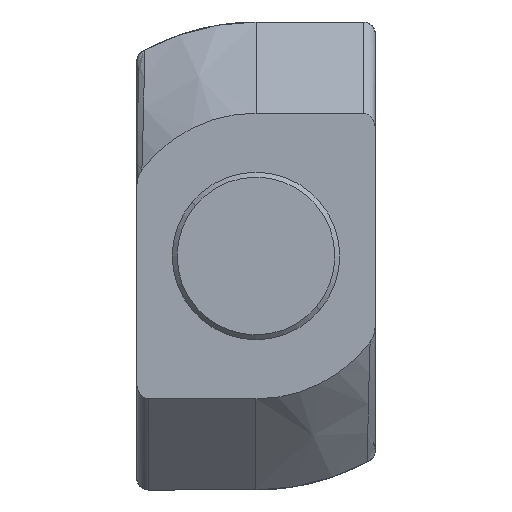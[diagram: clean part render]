
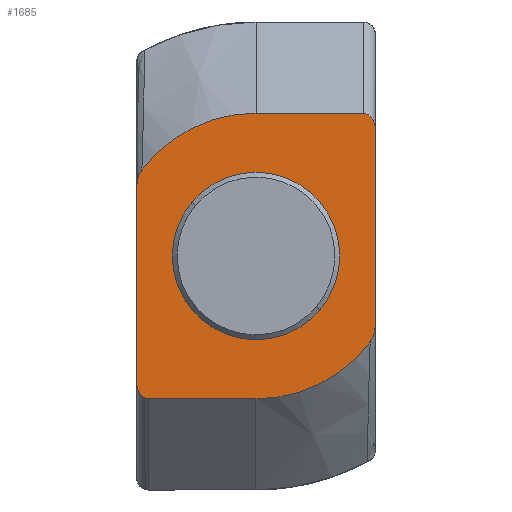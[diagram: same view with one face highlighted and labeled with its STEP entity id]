
A CAD part, front view. The second image highlights one B-rep face of the part: STEP entity #1685.
In plain terms, the highlighted face is planar.
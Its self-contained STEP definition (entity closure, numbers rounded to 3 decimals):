
#7 = CARTESIAN_POINT ( 'NONE',  ( -2.943, 4.837, 0. ) ) ;
#18 = DIRECTION ( 'NONE',  ( 0., 0., -1. ) ) ;
#32 = ORIENTED_EDGE ( 'NONE', *, *, #2363, .T. ) ;
#108 = CARTESIAN_POINT ( 'NONE',  ( 5.8, 0., 0. ) ) ;
#199 = CARTESIAN_POINT ( 'NONE',  ( -3.371, 4.722, 0. ) ) ;
#203 = CARTESIAN_POINT ( 'NONE',  ( 0., 0., 0. ) ) ;
#213 = CARTESIAN_POINT ( 'NONE',  ( -2.649, 4.85, 0. ) ) ;
#247 = EDGE_CURVE ( 'NONE', #1101, #1357, #767, .T. ) ;
#249 =( BOUNDED_CURVE ( )  B_SPLINE_CURVE ( 3, ( #1423, #2696, #1871, #583 ),
 .UNSPECIFIED., .F., .F. ) 
 B_SPLINE_CURVE_WITH_KNOTS ( ( 4, 4 ),
 ( 1.571, 3.142 ),
 .UNSPECIFIED. ) 
 CURVE ( )  GEOMETRIC_REPRESENTATION_ITEM ( )  RATIONAL_B_SPLINE_CURVE ( ( 1., 0.805, 0.805, 1. ) ) 
 REPRESENTATION_ITEM ( '' )  );
#264 = FACE_OUTER_BOUND ( 'NONE', #1888, .T. ) ;
#280 = AXIS2_PLACEMENT_3D ( 'NONE', #1190, #2691, #1417 ) ;
#298 = CARTESIAN_POINT ( 'NONE',  ( -5.8, -4.35, 0. ) ) ;
#310 = CARTESIAN_POINT ( 'NONE',  ( -9.5, -4.85, 0. ) ) ;
#324 = VERTEX_POINT ( 'NONE', #2130 ) ;
#357 = CARTESIAN_POINT ( 'NONE',  ( 3.229, -4.772, 0. ) ) ;
#384 = ORIENTED_EDGE ( 'NONE', *, *, #1800, .T. ) ;
#394 = VECTOR ( 'NONE', #2031, 1000. ) ;
#479 = LINE ( 'NONE', #2649, #394 ) ;
#480 = CARTESIAN_POINT ( 'NONE',  ( -2.649, 4.85, 0. ) ) ;
#505 = ORIENTED_EDGE ( 'NONE', *, *, #1007, .T. ) ;
#559 = PLANE ( 'NONE',  #961 ) ;
#574 = CARTESIAN_POINT ( 'NONE',  ( 2.796, -4.85, 0. ) ) ;
#583 = CARTESIAN_POINT ( 'NONE',  ( 5.8, 4.35, 0. ) ) ;
#589 = VERTEX_POINT ( 'NONE', #1510 ) ;
#626 = CIRCLE ( 'NONE', #1689, 3.4 ) ;
#630 = DIRECTION ( 'NONE',  ( 0., 0., 1. ) ) ;
#633 = CARTESIAN_POINT ( 'NONE',  ( -3.4, 0., 0. ) ) ;
#718 = CARTESIAN_POINT ( 'NONE',  ( -5.507, -4.85, 0. ) ) ;
#738 = ORIENTED_EDGE ( 'NONE', *, *, #2297, .T. ) ;
#749 = ORIENTED_EDGE ( 'NONE', *, *, #2690, .T. ) ;
#756 = FACE_BOUND ( 'NONE', #2241, .T. ) ;
#767 = LINE ( 'NONE', #310, #1258 ) ;
#771 = DIRECTION ( 'NONE',  ( 1., 0., 0. ) ) ;
#867 = CARTESIAN_POINT ( 'NONE',  ( 3.4, 0., 0. ) ) ;
#875 = EDGE_CURVE ( 'NONE', #589, #2644, #479, .T. ) ;
#932 = CARTESIAN_POINT ( 'NONE',  ( -3.49, 4.632, 0. ) ) ;
#951 = EDGE_CURVE ( 'NONE', #1066, #2024, #1906, .T. ) ;
#961 = AXIS2_PLACEMENT_3D ( 'NONE', #1400, #2057, #771 ) ;
#978 = CARTESIAN_POINT ( 'NONE',  ( 0., 0., 0. ) ) ;
#983 = CARTESIAN_POINT ( 'NONE',  ( 3.49, -4.632, 0. ) ) ;
#987 = CARTESIAN_POINT ( 'NONE',  ( -5.8, -4.35, 0. ) ) ;
#999 = CARTESIAN_POINT ( 'NONE',  ( -5.8, 0., 0. ) ) ;
#1003 = EDGE_CURVE ( 'NONE', #324, #1357, #2244, .T. ) ;
#1007 = EDGE_CURVE ( 'NONE', #2024, #324, #2329, .T. ) ;
#1061 = EDGE_CURVE ( 'NONE', #1101, #2417, #2515, .T. ) ;
#1066 = VERTEX_POINT ( 'NONE', #2216 ) ;
#1084 = CARTESIAN_POINT ( 'NONE',  ( -5.8, 0., 0. ) ) ;
#1101 = VERTEX_POINT ( 'NONE', #2017 ) ;
#1112 = VECTOR ( 'NONE', #1208, 1000. ) ;
#1129 = ORIENTED_EDGE ( 'NONE', *, *, #1003, .T. ) ;
#1136 = ORIENTED_EDGE ( 'NONE', *, *, #951, .T. ) ;
#1170 = LINE ( 'NONE', #999, #1112 ) ;
#1185 = CARTESIAN_POINT ( 'NONE',  ( 5.8, 0., 0. ) ) ;
#1188 = DIRECTION ( 'NONE',  ( 1., 0., 0. ) ) ;
#1190 = CARTESIAN_POINT ( 'NONE',  ( 0., 0., 0. ) ) ;
#1208 = DIRECTION ( 'NONE',  ( 0., 1., 0. ) ) ;
#1225 = ORIENTED_EDGE ( 'NONE', *, *, #2300, .T. ) ;
#1258 = VECTOR ( 'NONE', #2233, 1000. ) ;
#1261 = CARTESIAN_POINT ( 'NONE',  ( -3.49, 4.632, 0. ) ) ;
#1271 = CARTESIAN_POINT ( 'NONE',  ( -3.229, 4.772, 0. ) ) ;
#1305 = CARTESIAN_POINT ( 'NONE',  ( -5.8, -4.643, 0. ) ) ;
#1357 = VERTEX_POINT ( 'NONE', #1430 ) ;
#1400 = CARTESIAN_POINT ( 'NONE',  ( 0., 0., 0. ) ) ;
#1417 = DIRECTION ( 'NONE',  ( 1., 0., 0. ) ) ;
#1419 = CARTESIAN_POINT ( 'NONE',  ( 3.371, -4.722, 0. ) ) ;
#1423 = CARTESIAN_POINT ( 'NONE',  ( 5.093, 4.85, 0. ) ) ;
#1430 = CARTESIAN_POINT ( 'NONE',  ( 2.649, -4.85, 0. ) ) ;
#1498 = CARTESIAN_POINT ( 'NONE',  ( -2.796, 4.85, 0. ) ) ;
#1509 = DIRECTION ( 'NONE',  ( 1., 0., 0. ) ) ;
#1510 = CARTESIAN_POINT ( 'NONE',  ( 5.093, 4.85, 0. ) ) ;
#1534 = VERTEX_POINT ( 'NONE', #633 ) ;
#1574 = CARTESIAN_POINT ( 'NONE',  ( -5.093, -4.85, 0. ) ) ;
#1674 = ORIENTED_EDGE ( 'NONE', *, *, #2267, .T. ) ;
#1685 = ADVANCED_FACE ( 'NONE', ( #756, #264 ), #559, .F. ) ;
#1689 = AXIS2_PLACEMENT_3D ( 'NONE', #1908, #630, #2115 ) ;
#1700 = AXIS2_PLACEMENT_3D ( 'NONE', #978, #2478, #1188 ) ;
#1799 = ORIENTED_EDGE ( 'NONE', *, *, #1061, .T. ) ;
#1800 = EDGE_CURVE ( 'NONE', #1534, #2737, #626, .T. ) ;
#1864 = CARTESIAN_POINT ( 'NONE',  ( 2.943, -4.837, 0. ) ) ;
#1871 = CARTESIAN_POINT ( 'NONE',  ( 5.8, 4.643, 0. ) ) ;
#1888 = EDGE_LOOP ( 'NONE', ( #505, #1129, #2684, #1799, #1225, #32, #749, #2421, #738, #1136 ) ) ;
#1906 = LINE ( 'NONE', #1185, #2408 ) ;
#1908 = CARTESIAN_POINT ( 'NONE',  ( 0., 0., 0. ) ) ;
#1916 = VERTEX_POINT ( 'NONE', #1084 ) ;
#1975 = VERTEX_POINT ( 'NONE', #932 ) ;
#2017 = CARTESIAN_POINT ( 'NONE',  ( -5.093, -4.85, 0. ) ) ;
#2024 = VERTEX_POINT ( 'NONE', #108 ) ;
#2031 = DIRECTION ( 'NONE',  ( -1., 0., 0. ) ) ;
#2036 = B_SPLINE_CURVE_WITH_KNOTS ( 'NONE', 3,
 ( #1261, #199, #1271, #7, #1498, #213 ),
 .UNSPECIFIED., .F., .F.,
 ( 4, 2, 4 ),
 ( 0., 0., 0.001 ),
 .UNSPECIFIED. ) ;
#2057 = DIRECTION ( 'NONE',  ( 0., 0., 1. ) ) ;
#2074 = CARTESIAN_POINT ( 'NONE',  ( 2.649, -4.85, 0. ) ) ;
#2115 = DIRECTION ( 'NONE',  ( 1., 0., 0. ) ) ;
#2130 = CARTESIAN_POINT ( 'NONE',  ( 3.49, -4.632, 0. ) ) ;
#2216 = CARTESIAN_POINT ( 'NONE',  ( 5.8, 4.35, 0. ) ) ;
#2233 = DIRECTION ( 'NONE',  ( 1., 0., 0. ) ) ;
#2241 = EDGE_LOOP ( 'NONE', ( #1674, #384 ) ) ;
#2244 = B_SPLINE_CURVE_WITH_KNOTS ( 'NONE', 3,
 ( #983, #1419, #357, #1864, #574, #2074 ),
 .UNSPECIFIED., .F., .F.,
 ( 4, 2, 4 ),
 ( 0., 0., 0.001 ),
 .UNSPECIFIED. ) ;
#2267 = EDGE_CURVE ( 'NONE', #2737, #1534, #2397, .T. ) ;
#2297 = EDGE_CURVE ( 'NONE', #589, #1066, #249, .T. ) ;
#2300 = EDGE_CURVE ( 'NONE', #2417, #1916, #1170, .T. ) ;
#2329 = CIRCLE ( 'NONE', #2612, 5.8 ) ;
#2363 = EDGE_CURVE ( 'NONE', #1916, #1975, #2741, .T. ) ;
#2397 = CIRCLE ( 'NONE', #280, 3.4 ) ;
#2408 = VECTOR ( 'NONE', #2477, 1000. ) ;
#2417 = VERTEX_POINT ( 'NONE', #987 ) ;
#2421 = ORIENTED_EDGE ( 'NONE', *, *, #875, .F. ) ;
#2477 = DIRECTION ( 'NONE',  ( 0., -1., 0. ) ) ;
#2478 = DIRECTION ( 'NONE',  ( 0., 0., -1. ) ) ;
#2515 =( BOUNDED_CURVE ( )  B_SPLINE_CURVE ( 3, ( #1574, #718, #1305, #298 ),
 .UNSPECIFIED., .F., .F. ) 
 B_SPLINE_CURVE_WITH_KNOTS ( ( 4, 4 ),
 ( 1.571, 3.142 ),
 .UNSPECIFIED. ) 
 CURVE ( )  GEOMETRIC_REPRESENTATION_ITEM ( )  RATIONAL_B_SPLINE_CURVE ( ( 1., 0.805, 0.805, 1. ) ) 
 REPRESENTATION_ITEM ( '' )  );
#2612 = AXIS2_PLACEMENT_3D ( 'NONE', #203, #18, #1509 ) ;
#2644 = VERTEX_POINT ( 'NONE', #480 ) ;
#2649 = CARTESIAN_POINT ( 'NONE',  ( -8.169, 4.85, 0. ) ) ;
#2684 = ORIENTED_EDGE ( 'NONE', *, *, #247, .F. ) ;
#2690 = EDGE_CURVE ( 'NONE', #1975, #2644, #2036, .T. ) ;
#2691 = DIRECTION ( 'NONE',  ( 0., 0., 1. ) ) ;
#2696 = CARTESIAN_POINT ( 'NONE',  ( 5.507, 4.85, 0. ) ) ;
#2737 = VERTEX_POINT ( 'NONE', #867 ) ;
#2741 = CIRCLE ( 'NONE', #1700, 5.8 ) ;
